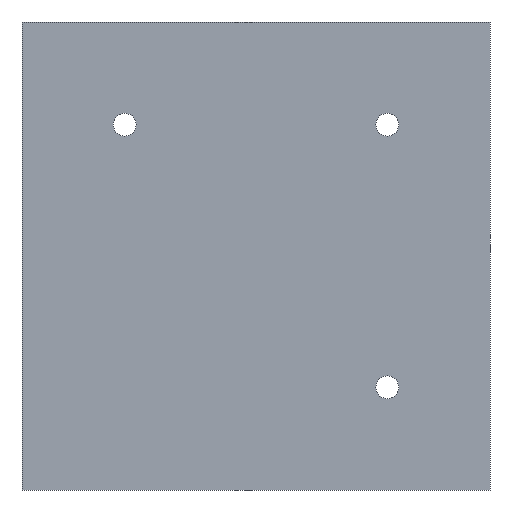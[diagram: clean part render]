
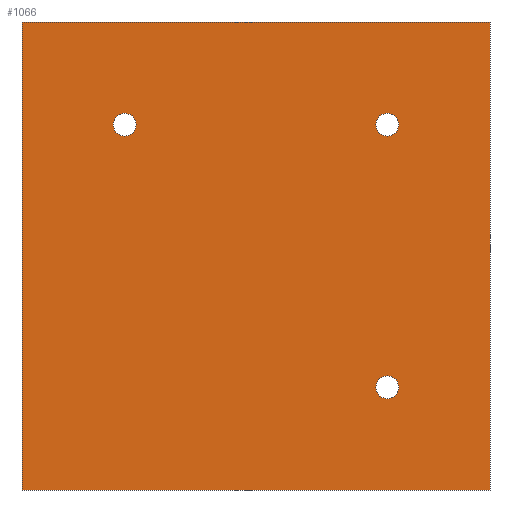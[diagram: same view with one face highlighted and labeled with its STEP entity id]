
A CAD part, front view. The second image highlights one B-rep face of the part: STEP entity #1066.
In plain terms, the highlighted planar face has unit normal (0, -1, 0).
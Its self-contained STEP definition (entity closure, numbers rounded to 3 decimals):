
#6 = CARTESIAN_POINT ( 'NONE',  ( -41., 0., 41. ) ) ;
#44 = ORIENTED_EDGE ( 'NONE', *, *, #1104, .T. ) ;
#48 = CARTESIAN_POINT ( 'NONE',  ( 23., 0., 25. ) ) ;
#61 = LINE ( 'NONE', #512, #1068 ) ;
#62 = CARTESIAN_POINT ( 'NONE',  ( -41., 0., -41. ) ) ;
#75 = ORIENTED_EDGE ( 'NONE', *, *, #332, .F. ) ;
#94 = LINE ( 'NONE', #208, #581 ) ;
#118 = CIRCLE ( 'NONE', #1368, 2. ) ;
#140 = FACE_BOUND ( 'NONE', #859, .T. ) ;
#158 = FACE_BOUND ( 'NONE', #1093, .T. ) ;
#173 = EDGE_CURVE ( 'NONE', #1036, #250, #118, .T. ) ;
#191 = CARTESIAN_POINT ( 'NONE',  ( 23., 0., -21. ) ) ;
#208 = CARTESIAN_POINT ( 'NONE',  ( -41., 0., 41. ) ) ;
#220 = EDGE_LOOP ( 'NONE', ( #1100, #1286, #992, #75 ) ) ;
#250 = VERTEX_POINT ( 'NONE', #191 ) ;
#255 = CARTESIAN_POINT ( 'NONE',  ( 41., 0., 41. ) ) ;
#256 = AXIS2_PLACEMENT_3D ( 'NONE', #1026, #482, #490 ) ;
#257 = DIRECTION ( 'NONE',  ( 0., 0., -1. ) ) ;
#278 = DIRECTION ( 'NONE',  ( 0., 0., 1. ) ) ;
#301 = CIRCLE ( 'NONE', #1164, 2. ) ;
#302 = CARTESIAN_POINT ( 'NONE',  ( 23., 0., 21. ) ) ;
#311 = CIRCLE ( 'NONE', #502, 2. ) ;
#327 = VERTEX_POINT ( 'NONE', #831 ) ;
#332 = EDGE_CURVE ( 'NONE', #1074, #1184, #61, .T. ) ;
#335 = VECTOR ( 'NONE', #1331, 1000. ) ;
#352 = EDGE_CURVE ( 'NONE', #1240, #327, #999, .T. ) ;
#410 = DIRECTION ( 'NONE',  ( 0., 1., 0. ) ) ;
#422 = AXIS2_PLACEMENT_3D ( 'NONE', #1186, #757, #538 ) ;
#466 = AXIS2_PLACEMENT_3D ( 'NONE', #1174, #820, #1379 ) ;
#482 = DIRECTION ( 'NONE',  ( 0., -1., 0. ) ) ;
#490 = DIRECTION ( 'NONE',  ( 0., 0., -1. ) ) ;
#491 = CARTESIAN_POINT ( 'NONE',  ( 41., 0., 41. ) ) ;
#502 = AXIS2_PLACEMENT_3D ( 'NONE', #1162, #1380, #1284 ) ;
#512 = CARTESIAN_POINT ( 'NONE',  ( -41., 0., -41. ) ) ;
#526 = DIRECTION ( 'NONE',  ( -1., 0., 0. ) ) ;
#536 = ORIENTED_EDGE ( 'NONE', *, *, #1246, .T. ) ;
#538 = DIRECTION ( 'NONE',  ( 0., 0., 1. ) ) ;
#547 = CARTESIAN_POINT ( 'NONE',  ( 23., 0., 23. ) ) ;
#551 = DIRECTION ( 'NONE',  ( 1., 0., 0. ) ) ;
#556 = ORIENTED_EDGE ( 'NONE', *, *, #1342, .T. ) ;
#562 = EDGE_CURVE ( 'NONE', #827, #1074, #810, .T. ) ;
#581 = VECTOR ( 'NONE', #551, 1000. ) ;
#597 = VERTEX_POINT ( 'NONE', #48 ) ;
#604 = CARTESIAN_POINT ( 'NONE',  ( -23., 0., 23. ) ) ;
#607 = ORIENTED_EDGE ( 'NONE', *, *, #352, .T. ) ;
#629 = EDGE_LOOP ( 'NONE', ( #607, #44 ) ) ;
#698 = EDGE_CURVE ( 'NONE', #718, #597, #301, .T. ) ;
#718 = VERTEX_POINT ( 'NONE', #302 ) ;
#757 = DIRECTION ( 'NONE',  ( 0., 1., 0. ) ) ;
#769 = LINE ( 'NONE', #6, #335 ) ;
#794 = FACE_OUTER_BOUND ( 'NONE', #220, .T. ) ;
#802 = CARTESIAN_POINT ( 'NONE',  ( -41., 0., 41. ) ) ;
#810 = LINE ( 'NONE', #491, #1069 ) ;
#813 = DIRECTION ( 'NONE',  ( 0., 1., 0. ) ) ;
#820 = DIRECTION ( 'NONE',  ( 0., 1., 0. ) ) ;
#827 = VERTEX_POINT ( 'NONE', #255 ) ;
#831 = CARTESIAN_POINT ( 'NONE',  ( -23., 0., 21. ) ) ;
#837 = CARTESIAN_POINT ( 'NONE',  ( -23., 0., 25. ) ) ;
#846 = ORIENTED_EDGE ( 'NONE', *, *, #698, .T. ) ;
#859 = EDGE_LOOP ( 'NONE', ( #556, #1024 ) ) ;
#860 = CARTESIAN_POINT ( 'NONE',  ( 23., 0., -25. ) ) ;
#876 = DIRECTION ( 'NONE',  ( 0., 0., 1. ) ) ;
#895 = DIRECTION ( 'NONE',  ( 0., 1., 0. ) ) ;
#928 = CIRCLE ( 'NONE', #422, 2. ) ;
#978 = EDGE_CURVE ( 'NONE', #1184, #1115, #769, .T. ) ;
#992 = ORIENTED_EDGE ( 'NONE', *, *, #978, .F. ) ;
#999 = CIRCLE ( 'NONE', #466, 2. ) ;
#1024 = ORIENTED_EDGE ( 'NONE', *, *, #173, .T. ) ;
#1026 = CARTESIAN_POINT ( 'NONE',  ( 0., 0., 0. ) ) ;
#1033 = FACE_BOUND ( 'NONE', #629, .T. ) ;
#1036 = VERTEX_POINT ( 'NONE', #860 ) ;
#1038 = AXIS2_PLACEMENT_3D ( 'NONE', #604, #895, #876 ) ;
#1066 = ADVANCED_FACE ( 'NONE', ( #140, #1033, #158, #794 ), #1351, .T. ) ;
#1068 = VECTOR ( 'NONE', #526, 1000. ) ;
#1069 = VECTOR ( 'NONE', #257, 1000. ) ;
#1074 = VERTEX_POINT ( 'NONE', #1356 ) ;
#1093 = EDGE_LOOP ( 'NONE', ( #536, #846 ) ) ;
#1100 = ORIENTED_EDGE ( 'NONE', *, *, #562, .F. ) ;
#1104 = EDGE_CURVE ( 'NONE', #327, #1240, #1233, .T. ) ;
#1115 = VERTEX_POINT ( 'NONE', #802 ) ;
#1141 = CARTESIAN_POINT ( 'NONE',  ( 23., 0., -23. ) ) ;
#1157 = DIRECTION ( 'NONE',  ( 0., 0., 1. ) ) ;
#1162 = CARTESIAN_POINT ( 'NONE',  ( 23., 0., 23. ) ) ;
#1164 = AXIS2_PLACEMENT_3D ( 'NONE', #547, #410, #1157 ) ;
#1174 = CARTESIAN_POINT ( 'NONE',  ( -23., 0., 23. ) ) ;
#1184 = VERTEX_POINT ( 'NONE', #62 ) ;
#1186 = CARTESIAN_POINT ( 'NONE',  ( 23., 0., -23. ) ) ;
#1233 = CIRCLE ( 'NONE', #1038, 2. ) ;
#1240 = VERTEX_POINT ( 'NONE', #837 ) ;
#1246 = EDGE_CURVE ( 'NONE', #597, #718, #311, .T. ) ;
#1284 = DIRECTION ( 'NONE',  ( 0., 0., 1. ) ) ;
#1286 = ORIENTED_EDGE ( 'NONE', *, *, #1327, .F. ) ;
#1327 = EDGE_CURVE ( 'NONE', #1115, #827, #94, .T. ) ;
#1331 = DIRECTION ( 'NONE',  ( 0., 0., 1. ) ) ;
#1342 = EDGE_CURVE ( 'NONE', #250, #1036, #928, .T. ) ;
#1351 = PLANE ( 'NONE',  #256 ) ;
#1356 = CARTESIAN_POINT ( 'NONE',  ( 41., 0., -41. ) ) ;
#1368 = AXIS2_PLACEMENT_3D ( 'NONE', #1141, #813, #278 ) ;
#1379 = DIRECTION ( 'NONE',  ( 0., 0., 1. ) ) ;
#1380 = DIRECTION ( 'NONE',  ( 0., 1., 0. ) ) ;
